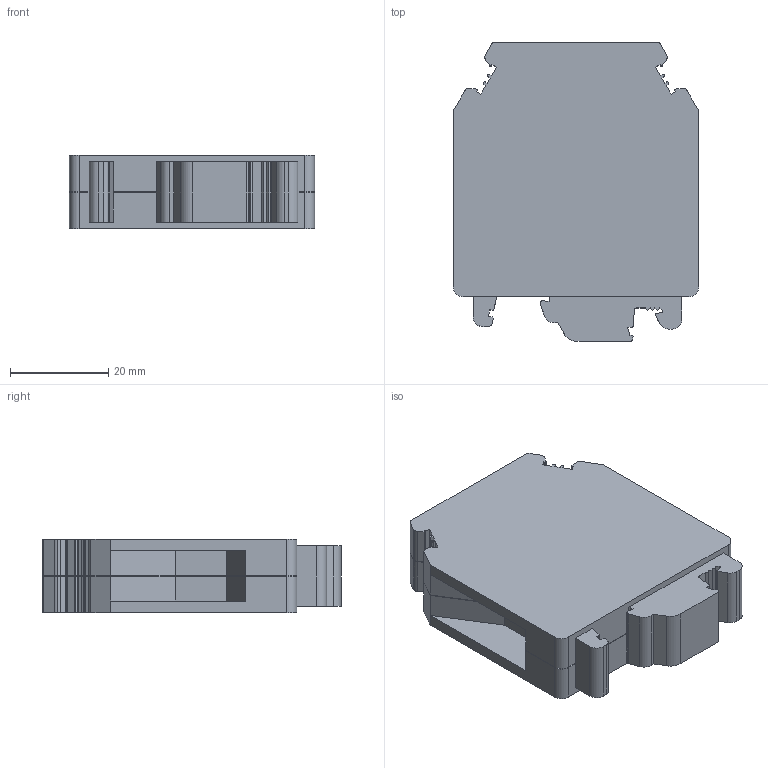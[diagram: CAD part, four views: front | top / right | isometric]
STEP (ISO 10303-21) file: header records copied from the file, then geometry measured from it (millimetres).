
FILE_DESCRIPTION(/* description */ (''),/* implementation_level */ '2;1');
FILE_NAME(/* name */ 'RCT35PE.stp',/* time_stamp */ '2014-12-09T08:53:20+08:00',/* author */ (''),/* organization */ (''),/* preprocessor_version */ 'ST-DEVELOPER v11',/* originating_system */ 'SIEMENS UGS NX 6.0',/* authorisation */ '');
FILE_SCHEMA (('CONFIG_CONTROL_DESIGN'));
Length unit declared in the file: millimetre
Products named in the file (1): 0444019_uslkg35_select
Bounding box: 50 x 60.9 x 15 mm (x, y, z)
Volume: 35486.7 mm3; surface area: 14001.1 mm2
Topology: 1 solids, 1 shells, 210 faces, 618 edges, 408 vertices
Faces by surface type: plane 134, cylinder 76
Entity records: 7072 total; most frequent: CARTESIAN_POINT 1237, ORIENTED_EDGE 1236, DIRECTION 1192, EDGE_CURVE 618, LINE 466, VECTOR 466, VERTEX_POINT 408, AXIS2_PLACEMENT_3D 363
